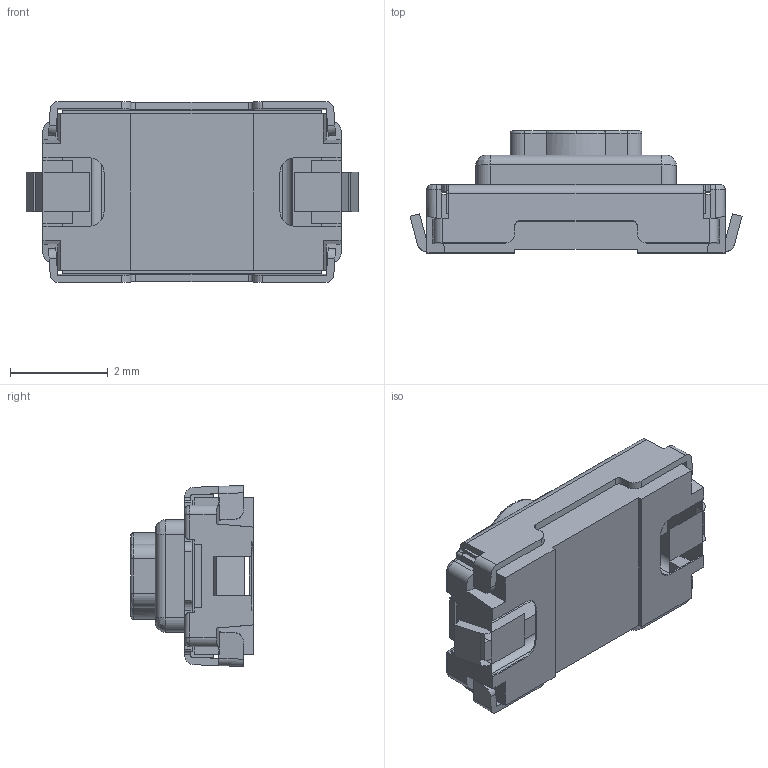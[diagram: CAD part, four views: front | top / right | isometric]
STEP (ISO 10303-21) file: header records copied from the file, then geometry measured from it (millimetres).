
FILE_DESCRIPTION (( 'STEP AP214' ), '1' );
FILE_NAME ('SKQYACE010.STEP', '2025-11-10T13:51:33', ( '' ), ( '' ), 'SwSTEP 2.0', 'SolidWorks 2024', '' );
FILE_SCHEMA (( 'AUTOMOTIVE_DESIGN' ));
Length unit declared in the file: millimetre
Products named in the file (1): SKQYACE010
Bounding box: 6.79 x 2.5 x 3.7 mm (x, y, z)
Surface area: 101.6 mm2 (no closed solid volume)
Topology: 0 solids, 3 shells, 258 faces, 712 edges, 457 vertices
Faces by surface type: plane 149, cylinder 92, bspline 17
Entity records: 11296 total; most frequent: CARTESIAN_POINT 1929, ORIENTED_EDGE 1396, DIRECTION 1316, EDGE_CURVE 712, LINE 506, VECTOR 506, VERTEX_POINT 457, AXIS2_PLACEMENT_3D 405
